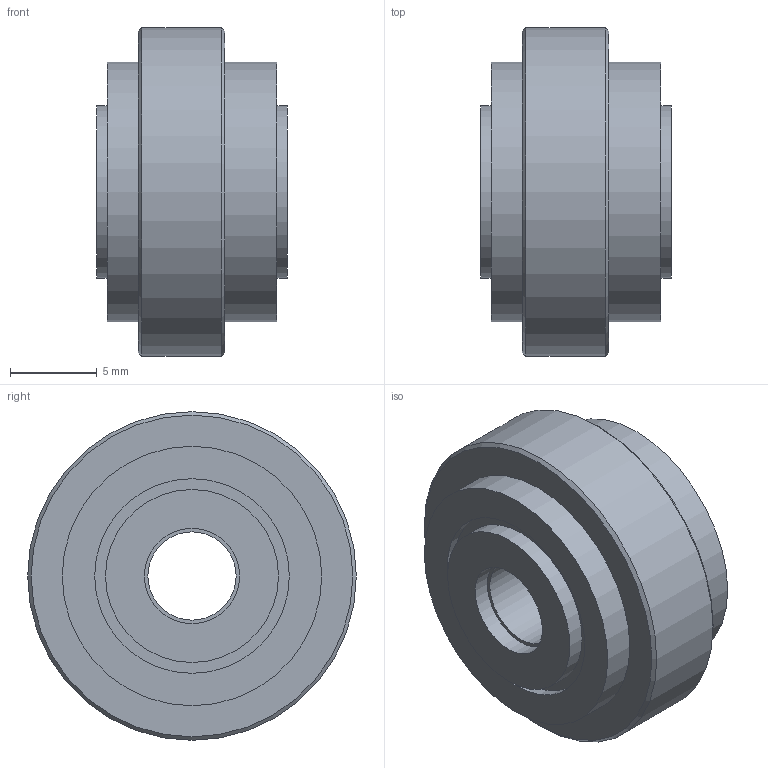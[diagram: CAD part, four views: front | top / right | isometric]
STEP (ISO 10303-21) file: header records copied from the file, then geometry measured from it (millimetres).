
FILE_DESCRIPTION(('FreeCAD Model'),'2;1');
FILE_NAME('Open CASCADE Shape Model','2026-02-10T09:09:12',(''),(''), 'Open CASCADE STEP processor 7.6','FreeCAD','Unknown');
FILE_SCHEMA(('AUTOMOTIVE_DESIGN { 1 0 10303 214 1 1 1 1 }'));
Length unit declared in the file: millimetre
Products named in the file (7): STI5-RCO001; STI5-RCO002; STI5-RCO003; STI5-RCO
Assembly tree (3 placements, depth 2):
  STI5-RCO001
  STI5-RCO002
  STI5-RCO003
  STI5-RCO
    STI5-RCO001
    STI5-RCO002
    STI5-RCO003
Bounding box: 11 x 19 x 19 mm (x, y, z)
Surface area: 3774.7 mm2
Topology: 6 solids, 6 shells, 52 faces, 82 edges, 52 vertices
Faces by surface type: plane 22, cylinder 22, torus 4, cone 4
Full cylindrical faces by diameter (mm): 5.1 x2, 5.5 x2, 7 x2, 7.1 x2, 10 x4, 11.25 x4, 15 x4, 19 x2
Entity records: 1350 total; most frequent: CARTESIAN_POINT 240, DIRECTION 216, ORIENTED_EDGE 164, AXIS2_PLACEMENT_3D 108, EDGE_CURVE 82, FACE_BOUND 74, EDGE_LOOP 74, ADVANCED_FACE 52
